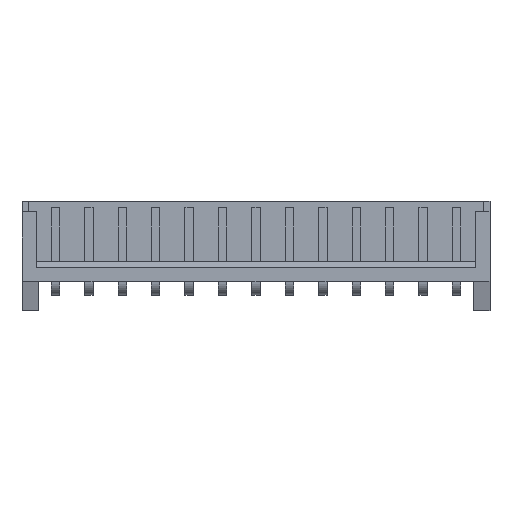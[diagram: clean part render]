
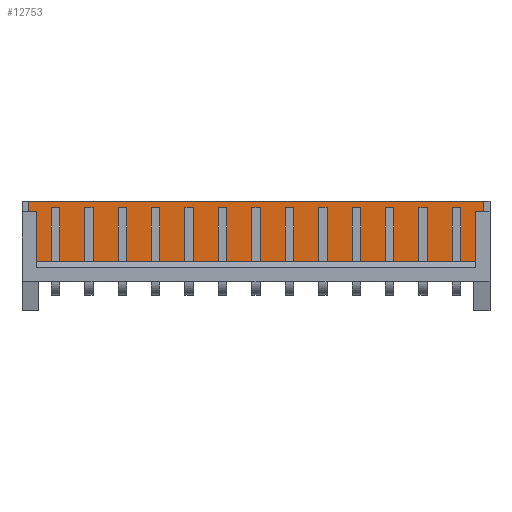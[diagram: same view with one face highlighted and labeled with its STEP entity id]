
A CAD part, top view. The second image highlights one B-rep face of the part: STEP entity #12753.
In plain terms, the highlighted planar face has unit normal (0, 0, 1).
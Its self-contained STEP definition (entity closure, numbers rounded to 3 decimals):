
#3070 = PLANE('',#3071);
#3071 = AXIS2_PLACEMENT_3D('',#3072,#3073,#3074);
#3072 = CARTESIAN_POINT('',(32.5,2.2,2.7));
#3073 = DIRECTION('',(0.,-1.,0.));
#3074 = DIRECTION('',(0.,0.,-1.));
#3126 = PLANE('',#3127);
#3127 = AXIS2_PLACEMENT_3D('',#3128,#3129,#3130);
#3128 = CARTESIAN_POINT('',(32.5,6.7,0.9));
#3129 = DIRECTION('',(0.,-1.,0.));
#3130 = DIRECTION('',(-1.,0.,0.));
#9493 = VERTEX_POINT('',#9494);
#9494 = CARTESIAN_POINT('',(-2.05,6.7,0.9));
#9508 = PLANE('',#9509);
#9509 = AXIS2_PLACEMENT_3D('',#9510,#9511,#9512);
#9510 = CARTESIAN_POINT('',(-2.05,6.7,0.9));
#9511 = DIRECTION('',(-1.,0.,0.));
#9512 = DIRECTION('',(0.,0.,1.));
#9520 = EDGE_CURVE('',#9521,#9493,#9523,.T.);
#9521 = VERTEX_POINT('',#9522);
#9522 = CARTESIAN_POINT('',(32.05,6.7,0.9));
#9523 = SURFACE_CURVE('',#9524,(#9528,#9535),.PCURVE_S1.);
#9524 = LINE('',#9525,#9526);
#9525 = CARTESIAN_POINT('',(32.5,6.7,0.9));
#9526 = VECTOR('',#9527,1.);
#9527 = DIRECTION('',(-1.,0.,0.));
#9528 = PCURVE('',#3126,#9529);
#9529 = DEFINITIONAL_REPRESENTATION('',(#9530),#9534);
#9530 = LINE('',#9531,#9532);
#9531 = CARTESIAN_POINT('',(0.,0.));
#9532 = VECTOR('',#9533,1.);
#9533 = DIRECTION('',(1.,0.));
#9534 = ( GEOMETRIC_REPRESENTATION_CONTEXT(2) 
PARAMETRIC_REPRESENTATION_CONTEXT() REPRESENTATION_CONTEXT('2D SPACE',''
  ) );
#9535 = PCURVE('',#9536,#9541);
#9536 = PLANE('',#9537);
#9537 = AXIS2_PLACEMENT_3D('',#9538,#9539,#9540);
#9538 = CARTESIAN_POINT('',(32.5,6.7,0.9));
#9539 = DIRECTION('',(0.,0.,-1.));
#9540 = DIRECTION('',(-1.,0.,0.));
#9541 = DEFINITIONAL_REPRESENTATION('',(#9542),#9546);
#9542 = LINE('',#9543,#9544);
#9543 = CARTESIAN_POINT('',(0.,0.));
#9544 = VECTOR('',#9545,1.);
#9545 = DIRECTION('',(1.,0.));
#9546 = ( GEOMETRIC_REPRESENTATION_CONTEXT(2) 
PARAMETRIC_REPRESENTATION_CONTEXT() REPRESENTATION_CONTEXT('2D SPACE',''
  ) );
#9564 = PLANE('',#9565);
#9565 = AXIS2_PLACEMENT_3D('',#9566,#9567,#9568);
#9566 = CARTESIAN_POINT('',(32.05,6.7,0.9));
#9567 = DIRECTION('',(1.,0.,0.));
#9568 = DIRECTION('',(0.,0.,-1.));
#11267 = VERTEX_POINT('',#11268);
#11268 = CARTESIAN_POINT('',(32.05,2.2,0.9));
#11289 = EDGE_CURVE('',#11267,#11290,#11292,.T.);
#11290 = VERTEX_POINT('',#11291);
#11291 = CARTESIAN_POINT('',(-2.05,2.2,0.9));
#11292 = SURFACE_CURVE('',#11293,(#11297,#11304),.PCURVE_S1.);
#11293 = LINE('',#11294,#11295);
#11294 = CARTESIAN_POINT('',(32.5,2.2,0.9));
#11295 = VECTOR('',#11296,1.);
#11296 = DIRECTION('',(-1.,0.,0.));
#11297 = PCURVE('',#3070,#11298);
#11298 = DEFINITIONAL_REPRESENTATION('',(#11299),#11303);
#11299 = LINE('',#11300,#11301);
#11300 = CARTESIAN_POINT('',(1.8,0.));
#11301 = VECTOR('',#11302,1.);
#11302 = DIRECTION('',(0.,-1.));
#11303 = ( GEOMETRIC_REPRESENTATION_CONTEXT(2) 
PARAMETRIC_REPRESENTATION_CONTEXT() REPRESENTATION_CONTEXT('2D SPACE',''
  ) );
#11304 = PCURVE('',#9536,#11305);
#11305 = DEFINITIONAL_REPRESENTATION('',(#11306),#11310);
#11306 = LINE('',#11307,#11308);
#11307 = CARTESIAN_POINT('',(0.,-4.5));
#11308 = VECTOR('',#11309,1.);
#11309 = DIRECTION('',(1.,0.));
#11310 = ( GEOMETRIC_REPRESENTATION_CONTEXT(2) 
PARAMETRIC_REPRESENTATION_CONTEXT() REPRESENTATION_CONTEXT('2D SPACE',''
  ) );
#12639 = EDGE_CURVE('',#9493,#11290,#12640,.T.);
#12640 = SURFACE_CURVE('',#12641,(#12645,#12652),.PCURVE_S1.);
#12641 = LINE('',#12642,#12643);
#12642 = CARTESIAN_POINT('',(-2.05,6.7,0.9));
#12643 = VECTOR('',#12644,1.);
#12644 = DIRECTION('',(0.,-1.,0.));
#12645 = PCURVE('',#9508,#12646);
#12646 = DEFINITIONAL_REPRESENTATION('',(#12647),#12651);
#12647 = LINE('',#12648,#12649);
#12648 = CARTESIAN_POINT('',(0.,0.));
#12649 = VECTOR('',#12650,1.);
#12650 = DIRECTION('',(0.,-1.));
#12651 = ( GEOMETRIC_REPRESENTATION_CONTEXT(2) 
PARAMETRIC_REPRESENTATION_CONTEXT() REPRESENTATION_CONTEXT('2D SPACE',''
  ) );
#12652 = PCURVE('',#9536,#12653);
#12653 = DEFINITIONAL_REPRESENTATION('',(#12654),#12658);
#12654 = LINE('',#12655,#12656);
#12655 = CARTESIAN_POINT('',(34.55,0.));
#12656 = VECTOR('',#12657,1.);
#12657 = DIRECTION('',(0.,-1.));
#12658 = ( GEOMETRIC_REPRESENTATION_CONTEXT(2) 
PARAMETRIC_REPRESENTATION_CONTEXT() REPRESENTATION_CONTEXT('2D SPACE',''
  ) );
#12732 = EDGE_CURVE('',#9521,#11267,#12733,.T.);
#12733 = SURFACE_CURVE('',#12734,(#12738,#12745),.PCURVE_S1.);
#12734 = LINE('',#12735,#12736);
#12735 = CARTESIAN_POINT('',(32.05,6.7,0.9));
#12736 = VECTOR('',#12737,1.);
#12737 = DIRECTION('',(0.,-1.,0.));
#12738 = PCURVE('',#9564,#12739);
#12739 = DEFINITIONAL_REPRESENTATION('',(#12740),#12744);
#12740 = LINE('',#12741,#12742);
#12741 = CARTESIAN_POINT('',(0.,0.));
#12742 = VECTOR('',#12743,1.);
#12743 = DIRECTION('',(0.,-1.));
#12744 = ( GEOMETRIC_REPRESENTATION_CONTEXT(2) 
PARAMETRIC_REPRESENTATION_CONTEXT() REPRESENTATION_CONTEXT('2D SPACE',''
  ) );
#12745 = PCURVE('',#9536,#12746);
#12746 = DEFINITIONAL_REPRESENTATION('',(#12747),#12751);
#12747 = LINE('',#12748,#12749);
#12748 = CARTESIAN_POINT('',(0.45,0.));
#12749 = VECTOR('',#12750,1.);
#12750 = DIRECTION('',(0.,-1.));
#12751 = ( GEOMETRIC_REPRESENTATION_CONTEXT(2) 
PARAMETRIC_REPRESENTATION_CONTEXT() REPRESENTATION_CONTEXT('2D SPACE',''
  ) );
#12753 = ADVANCED_FACE('',(#12754),#9536,.F.);
#12754 = FACE_BOUND('',#12755,.T.);
#12755 = EDGE_LOOP('',(#12756,#12757,#12758,#12759));
#12756 = ORIENTED_EDGE('',*,*,#12639,.T.);
#12757 = ORIENTED_EDGE('',*,*,#11289,.F.);
#12758 = ORIENTED_EDGE('',*,*,#12732,.F.);
#12759 = ORIENTED_EDGE('',*,*,#9520,.T.);
